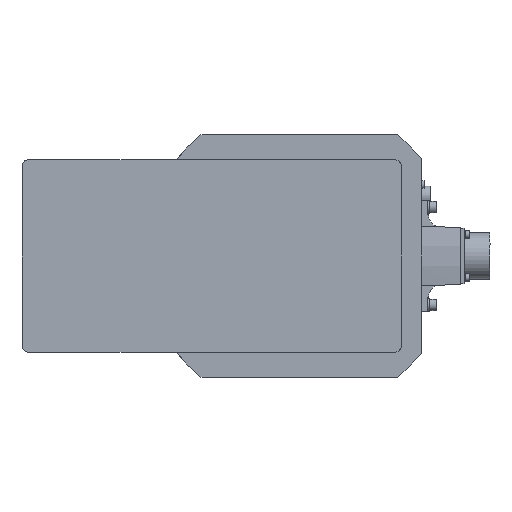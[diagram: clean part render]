
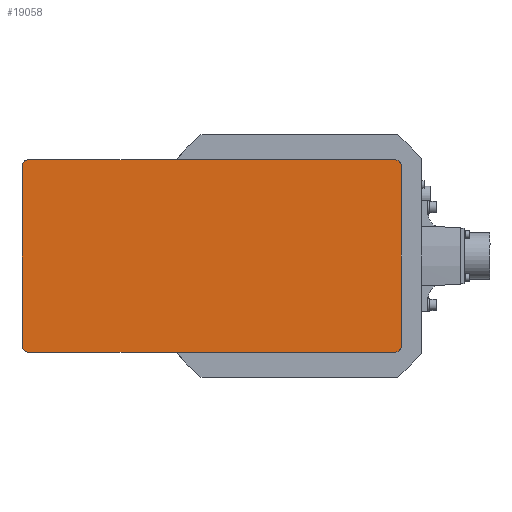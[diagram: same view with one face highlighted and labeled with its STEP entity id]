
A CAD part, front view. The second image highlights one B-rep face of the part: STEP entity #19058.
In plain terms, the highlighted face is planar.
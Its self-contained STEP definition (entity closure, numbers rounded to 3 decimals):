
#165 = CARTESIAN_POINT ( 'NONE',  ( 71.001, 222.5, -141. ) ) ;
#427 = ORIENTED_EDGE ( 'NONE', *, *, #6718, .T. ) ;
#809 = CARTESIAN_POINT ( 'NONE',  ( 66., -52.501, -141. ) ) ;
#1036 = VERTEX_POINT ( 'NONE', #9272 ) ;
#1939 = DIRECTION ( 'NONE',  ( -1., 0., 0. ) ) ;
#2039 = ORIENTED_EDGE ( 'NONE', *, *, #17461, .T. ) ;
#2542 = ORIENTED_EDGE ( 'NONE', *, *, #3168, .T. ) ;
#2997 = DIRECTION ( 'NONE',  ( -1., 0., 0. ) ) ;
#3168 = EDGE_CURVE ( 'NONE', #6170, #19893, #24225, .T. ) ;
#5024 = CARTESIAN_POINT ( 'NONE',  ( -66., -52.501, -141. ) ) ;
#5322 = EDGE_CURVE ( 'NONE', #19376, #13560, #16831, .T. ) ;
#5817 = DIRECTION ( 'NONE',  ( 0., 0., -1. ) ) ;
#5967 = EDGE_CURVE ( 'NONE', #29785, #25053, #16723, .T. ) ;
#6170 = VERTEX_POINT ( 'NONE', #24563 ) ;
#6258 = DIRECTION ( 'NONE',  ( -1., 0., 0. ) ) ;
#6552 = CARTESIAN_POINT ( 'NONE',  ( -66., 222.5, -141. ) ) ;
#6718 = EDGE_CURVE ( 'NONE', #13560, #6170, #20583, .T. ) ;
#7518 = AXIS2_PLACEMENT_3D ( 'NONE', #17305, #5817, #21377 ) ;
#7789 = DIRECTION ( 'NONE',  ( 1., 0., 0. ) ) ;
#7898 = DIRECTION ( 'NONE',  ( 0., 1., 0. ) ) ;
#8841 = ORIENTED_EDGE ( 'NONE', *, *, #5322, .T. ) ;
#9272 = CARTESIAN_POINT ( 'NONE',  ( 71.001, 222.5, -141. ) ) ;
#10045 = CARTESIAN_POINT ( 'NONE',  ( -71.001, -47.5, -141. ) ) ;
#10377 = CARTESIAN_POINT ( 'NONE',  ( -71.001, 222.5, -141. ) ) ;
#11214 = DIRECTION ( 'NONE',  ( 0., -1., 0. ) ) ;
#11733 = DIRECTION ( 'NONE',  ( -1., 0., 0. ) ) ;
#11797 = DIRECTION ( 'NONE',  ( -1., 0., 0. ) ) ;
#12283 = CARTESIAN_POINT ( 'NONE',  ( -71.001, -47.5, -141. ) ) ;
#13113 = DIRECTION ( 'NONE',  ( 0., 0., -1. ) ) ;
#13386 = VERTEX_POINT ( 'NONE', #14155 ) ;
#13560 = VERTEX_POINT ( 'NONE', #10377 ) ;
#14155 = CARTESIAN_POINT ( 'NONE',  ( 71.001, -47.5, -141. ) ) ;
#14593 = CARTESIAN_POINT ( 'NONE',  ( 66., -52.501, -141. ) ) ;
#14782 = AXIS2_PLACEMENT_3D ( 'NONE', #21411, #25661, #2997 ) ;
#15033 = AXIS2_PLACEMENT_3D ( 'NONE', #15380, #13113, #1939 ) ;
#15380 = CARTESIAN_POINT ( 'NONE',  ( -66., -47.5, -141. ) ) ;
#15672 = ORIENTED_EDGE ( 'NONE', *, *, #22254, .T. ) ;
#16323 = LINE ( 'NONE', #165, #26312 ) ;
#16723 = LINE ( 'NONE', #14593, #23574 ) ;
#16831 = LINE ( 'NONE', #12283, #26032 ) ;
#16889 = ORIENTED_EDGE ( 'NONE', *, *, #5967, .T. ) ;
#17305 = CARTESIAN_POINT ( 'NONE',  ( 66., -47.5, -141. ) ) ;
#17461 = EDGE_CURVE ( 'NONE', #19893, #1036, #25303, .T. ) ;
#18648 = AXIS2_PLACEMENT_3D ( 'NONE', #6552, #22256, #6258 ) ;
#18998 = EDGE_LOOP ( 'NONE', ( #26106, #16889, #21696, #8841, #427, #2542, #2039, #15672 ) ) ;
#19058 = ADVANCED_FACE ( 'NONE', ( #26103 ), #27918, .T. ) ;
#19376 = VERTEX_POINT ( 'NONE', #10045 ) ;
#19893 = VERTEX_POINT ( 'NONE', #26352 ) ;
#19907 = EDGE_CURVE ( 'NONE', #13386, #29785, #21468, .T. ) ;
#20583 = CIRCLE ( 'NONE', #18648, 5.001 ) ;
#21377 = DIRECTION ( 'NONE',  ( -1., 0., 0. ) ) ;
#21411 = CARTESIAN_POINT ( 'NONE',  ( 66., -47.5, -141. ) ) ;
#21468 = CIRCLE ( 'NONE', #7518, 5.001 ) ;
#21517 = CARTESIAN_POINT ( 'NONE',  ( -66., 227.501, -141. ) ) ;
#21696 = ORIENTED_EDGE ( 'NONE', *, *, #27826, .T. ) ;
#22254 = EDGE_CURVE ( 'NONE', #1036, #13386, #16323, .T. ) ;
#22256 = DIRECTION ( 'NONE',  ( 0., 0., -1. ) ) ;
#23574 = VECTOR ( 'NONE', #11733, 1000. ) ;
#23792 = VECTOR ( 'NONE', #7789, 1000. ) ;
#23849 = CARTESIAN_POINT ( 'NONE',  ( 66., 222.5, -141. ) ) ;
#24180 = CIRCLE ( 'NONE', #15033, 5.001 ) ;
#24225 = LINE ( 'NONE', #21517, #23792 ) ;
#24563 = CARTESIAN_POINT ( 'NONE',  ( -66., 227.501, -141. ) ) ;
#25053 = VERTEX_POINT ( 'NONE', #5024 ) ;
#25303 = CIRCLE ( 'NONE', #26259, 5.001 ) ;
#25661 = DIRECTION ( 'NONE',  ( 0., 0., -1. ) ) ;
#26032 = VECTOR ( 'NONE', #7898, 1000. ) ;
#26103 = FACE_OUTER_BOUND ( 'NONE', #18998, .T. ) ;
#26106 = ORIENTED_EDGE ( 'NONE', *, *, #19907, .T. ) ;
#26259 = AXIS2_PLACEMENT_3D ( 'NONE', #23849, #27797, #11797 ) ;
#26312 = VECTOR ( 'NONE', #11214, 1000. ) ;
#26352 = CARTESIAN_POINT ( 'NONE',  ( 66., 227.501, -141. ) ) ;
#27797 = DIRECTION ( 'NONE',  ( 0., 0., -1. ) ) ;
#27826 = EDGE_CURVE ( 'NONE', #25053, #19376, #24180, .T. ) ;
#27918 = PLANE ( 'NONE',  #14782 ) ;
#29785 = VERTEX_POINT ( 'NONE', #809 ) ;
